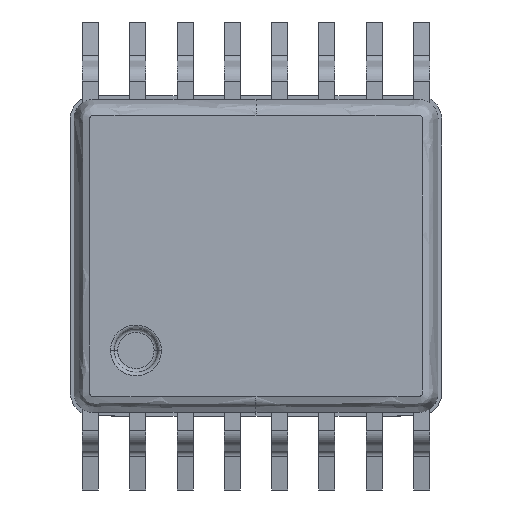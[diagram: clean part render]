
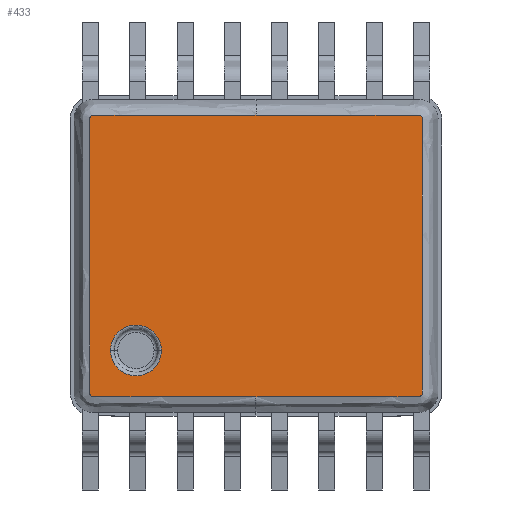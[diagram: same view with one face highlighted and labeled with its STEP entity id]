
A CAD part, top view. The second image highlights one B-rep face of the part: STEP entity #433.
In plain terms, the highlighted planar face has unit normal (0, 0, 1).
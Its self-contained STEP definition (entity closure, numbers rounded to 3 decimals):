
#11=FACE_BOUND('',#1256,.T.);
#23=(
BOUNDED_CURVE()
B_SPLINE_CURVE(3,(#21105,#21106,#21107,#21108,#21109,#21110,#21111,#21112,
#21113,#21114,#21115,#21116,#21117),.UNSPECIFIED.,.F.,.F.)
B_SPLINE_CURVE_WITH_KNOTS((4,3,3,3,4),(0.,0.275,0.55,
0.825,1.1),.UNSPECIFIED.)
CURVE()
GEOMETRIC_REPRESENTATION_ITEM()
RATIONAL_B_SPLINE_CURVE((1.,1.,1.,1.,1.,1.,1.,1.,1.,1.,1.,
1.,1.))
REPRESENTATION_ITEM('')
);
#28=(
BOUNDED_CURVE()
B_SPLINE_CURVE(3,(#22305,#22306,#22307,#22308,#22309,#22310,#22311,#22312,
#22313,#22314,#22315,#22316,#22317),.UNSPECIFIED.,.F.,.F.)
B_SPLINE_CURVE_WITH_KNOTS((4,3,3,3,4),(1.1,1.374,
1.649,1.924,2.199),.UNSPECIFIED.)
CURVE()
GEOMETRIC_REPRESENTATION_ITEM()
RATIONAL_B_SPLINE_CURVE((1.,1.,1.,1.,1.,
1.,1.,1.,1.,1.,1.,1.,1.))
REPRESENTATION_ITEM('')
);
#433=ADVANCED_FACE('',(#844,#11),#6336,.T.);
#844=FACE_OUTER_BOUND('',#1255,.T.);
#1255=EDGE_LOOP('',(#2545,#2546));
#1256=EDGE_LOOP('',(#2547,#2548));
#2545=ORIENTED_EDGE('',*,*,#4079,.T.);
#2546=ORIENTED_EDGE('',*,*,#4369,.T.);
#2547=ORIENTED_EDGE('',*,*,#4375,.F.);
#2548=ORIENTED_EDGE('',*,*,#4092,.F.);
#4079=EDGE_CURVE('',#5966,#6135,#5117,.T.);
#4092=EDGE_CURVE('',#5970,#6139,#23,.T.);
#4369=EDGE_CURVE('',#6135,#5966,#5402,.T.);
#4375=EDGE_CURVE('',#6139,#5970,#28,.T.);
#5117=B_SPLINE_CURVE_WITH_KNOTS('',3,(#20983,#20984,#20985,#20986,#20987,
#20988,#20989,#20990,#20991,#20992,#20993,#20994,#20995,#20996,#20997,#20998,
#20999,#21000,#21001,#21002,#21003,#21004,#21005,#21006,#21007,#21008,#21009,
#21010),.UNSPECIFIED.,.F.,.F.,(4,1,1,1,1,1,1,1,1,1,1,1,1,1,1,1,1,1,1,1,1,
1,1,1,1,4),(0.,0.546,1.093,2.185,2.22,
2.254,2.264,2.275,2.285,2.296,
2.33,2.364,3.282,4.199,5.117,
6.034,6.068,6.103,6.113,6.124,
6.134,6.145,6.179,6.213,7.306,
8.398),.UNSPECIFIED.);
#5402=B_SPLINE_CURVE_WITH_KNOTS('',3,(#22241,#22242,#22243,#22244,#22245,
#22246,#22247,#22248,#22249,#22250,#22251,#22252,#22253,#22254,#22255,#22256,
#22257,#22258,#22259,#22260,#22261,#22262,#22263,#22264,#22265,#22266,#22267,
#22268),.UNSPECIFIED.,.F.,.F.,(4,1,1,1,1,1,1,1,1,1,1,1,1,1,1,1,1,1,1,1,1,
1,1,1,1,4),(8.398,9.491,10.584,10.618,
10.652,10.663,10.673,10.684,10.694,
10.728,10.763,11.68,12.598,13.515,
14.433,14.467,14.501,14.512,14.522,
14.533,14.543,14.577,14.611,15.704,
16.25,16.797),.UNSPECIFIED.);
#5966=VERTEX_POINT('',#20809);
#5970=VERTEX_POINT('',#20813);
#6135=VERTEX_POINT('',#20978);
#6139=VERTEX_POINT('',#20982);
#6336=PLANE('',#6762);
#6762=AXIS2_PLACEMENT_3D('',#13990,#6870,$);
#6870=DIRECTION('',(0.,0.,1.));
#13990=CARTESIAN_POINT('',(-2.332,-1.975,1.109));
#20809=CARTESIAN_POINT('',(0.,-1.935,1.109));
#20813=CARTESIAN_POINT('',(-1.3,-1.299,1.109));
#20978=CARTESIAN_POINT('',(0.,1.935,1.109));
#20982=CARTESIAN_POINT('',(-2.,-1.299,1.109));
#20983=CARTESIAN_POINT('',(0.,-1.935,1.109));
#20984=CARTESIAN_POINT('',(0.182,-1.935,1.109));
#20985=CARTESIAN_POINT('',(0.546,-1.935,1.109));
#20986=CARTESIAN_POINT('',(1.275,-1.935,1.109));
#20987=CARTESIAN_POINT('',(1.833,-1.936,1.109));
#20988=CARTESIAN_POINT('',(2.22,-1.935,1.109));
#20989=CARTESIAN_POINT('',(2.246,-1.937,1.109));
#20990=CARTESIAN_POINT('',(2.263,-1.928,1.109));
#20991=CARTESIAN_POINT('',(2.271,-1.921,1.109));
#20992=CARTESIAN_POINT('',(2.278,-1.913,1.109));
#20993=CARTESIAN_POINT('',(2.287,-1.896,1.109));
#20994=CARTESIAN_POINT('',(2.285,-1.869,1.109));
#20995=CARTESIAN_POINT('',(2.286,-1.541,1.109));
#20996=CARTESIAN_POINT('',(2.285,-0.918,1.109));
#20997=CARTESIAN_POINT('',(2.286,0.,1.109));
#20998=CARTESIAN_POINT('',(2.285,0.917,1.109));
#20999=CARTESIAN_POINT('',(2.286,1.54,1.109));
#21000=CARTESIAN_POINT('',(2.285,1.869,1.109));
#21001=CARTESIAN_POINT('',(2.287,1.896,1.109));
#21002=CARTESIAN_POINT('',(2.278,1.912,1.109));
#21003=CARTESIAN_POINT('',(2.271,1.921,1.109));
#21004=CARTESIAN_POINT('',(2.263,1.927,1.109));
#21005=CARTESIAN_POINT('',(2.246,1.936,1.109));
#21006=CARTESIAN_POINT('',(2.22,1.935,1.109));
#21007=CARTESIAN_POINT('',(1.833,1.935,1.109));
#21008=CARTESIAN_POINT('',(1.093,1.935,1.109));
#21009=CARTESIAN_POINT('',(0.364,1.935,1.109));
#21010=CARTESIAN_POINT('',(0.,1.935,1.109));
#21105=CARTESIAN_POINT('',(-1.3,-1.299,1.109));
#21106=CARTESIAN_POINT('',(-1.3,-1.208,1.109));
#21107=CARTESIAN_POINT('',(-1.338,-1.116,1.109));
#21108=CARTESIAN_POINT('',(-1.402,-1.052,1.109));
#21109=CARTESIAN_POINT('',(-1.467,-0.987,1.109));
#21110=CARTESIAN_POINT('',(-1.559,-0.949,1.109));
#21111=CARTESIAN_POINT('',(-1.65,-0.949,1.109));
#21112=CARTESIAN_POINT('',(-1.742,-0.949,1.109));
#21113=CARTESIAN_POINT('',(-1.833,-0.987,1.109));
#21114=CARTESIAN_POINT('',(-1.898,-1.052,1.109));
#21115=CARTESIAN_POINT('',(-1.962,-1.116,1.109));
#21116=CARTESIAN_POINT('',(-2.,-1.208,1.109));
#21117=CARTESIAN_POINT('',(-2.,-1.299,1.109));
#22241=CARTESIAN_POINT('',(0.,1.935,1.109));
#22242=CARTESIAN_POINT('',(-0.364,1.935,1.109));
#22243=CARTESIAN_POINT('',(-1.093,1.935,1.109));
#22244=CARTESIAN_POINT('',(-1.832,1.935,1.109));
#22245=CARTESIAN_POINT('',(-2.219,1.935,1.109));
#22246=CARTESIAN_POINT('',(-2.246,1.936,1.109));
#22247=CARTESIAN_POINT('',(-2.263,1.927,1.109));
#22248=CARTESIAN_POINT('',(-2.271,1.92,1.109));
#22249=CARTESIAN_POINT('',(-2.278,1.912,1.109));
#22250=CARTESIAN_POINT('',(-2.286,1.896,1.109));
#22251=CARTESIAN_POINT('',(-2.285,1.869,1.109));
#22252=CARTESIAN_POINT('',(-2.286,1.54,1.109));
#22253=CARTESIAN_POINT('',(-2.285,0.917,1.109));
#22254=CARTESIAN_POINT('',(-2.285,0.,1.109));
#22255=CARTESIAN_POINT('',(-2.285,-0.918,1.109));
#22256=CARTESIAN_POINT('',(-2.286,-1.541,1.109));
#22257=CARTESIAN_POINT('',(-2.285,-1.869,1.109));
#22258=CARTESIAN_POINT('',(-2.286,-1.896,1.109));
#22259=CARTESIAN_POINT('',(-2.278,-1.913,1.109));
#22260=CARTESIAN_POINT('',(-2.271,-1.921,1.109));
#22261=CARTESIAN_POINT('',(-2.263,-1.928,1.109));
#22262=CARTESIAN_POINT('',(-2.246,-1.937,1.109));
#22263=CARTESIAN_POINT('',(-2.219,-1.935,1.109));
#22264=CARTESIAN_POINT('',(-1.832,-1.936,1.109));
#22265=CARTESIAN_POINT('',(-1.275,-1.935,1.109));
#22266=CARTESIAN_POINT('',(-0.546,-1.935,1.109));
#22267=CARTESIAN_POINT('',(-0.182,-1.935,1.109));
#22268=CARTESIAN_POINT('',(0.,-1.935,1.109));
#22305=CARTESIAN_POINT('',(-2.,-1.299,1.109));
#22306=CARTESIAN_POINT('',(-2.,-1.391,1.109));
#22307=CARTESIAN_POINT('',(-1.962,-1.482,1.109));
#22308=CARTESIAN_POINT('',(-1.898,-1.547,1.109));
#22309=CARTESIAN_POINT('',(-1.833,-1.612,1.109));
#22310=CARTESIAN_POINT('',(-1.742,-1.65,1.109));
#22311=CARTESIAN_POINT('',(-1.65,-1.65,1.109));
#22312=CARTESIAN_POINT('',(-1.559,-1.65,1.109));
#22313=CARTESIAN_POINT('',(-1.467,-1.612,1.109));
#22314=CARTESIAN_POINT('',(-1.402,-1.547,1.109));
#22315=CARTESIAN_POINT('',(-1.338,-1.482,1.109));
#22316=CARTESIAN_POINT('',(-1.3,-1.391,1.109));
#22317=CARTESIAN_POINT('',(-1.3,-1.299,1.109));
